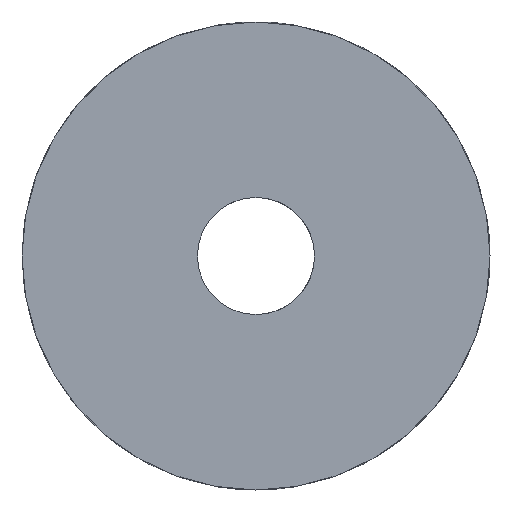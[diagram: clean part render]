
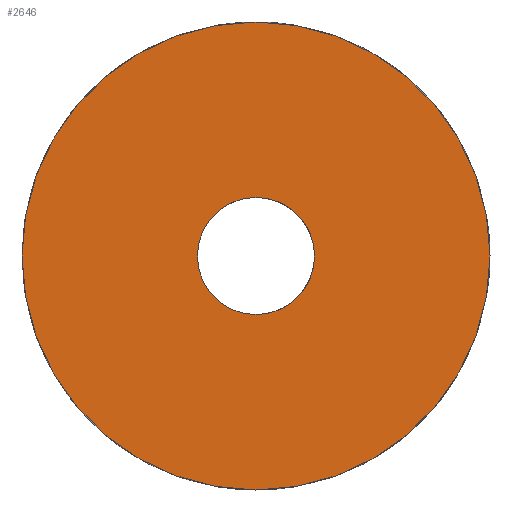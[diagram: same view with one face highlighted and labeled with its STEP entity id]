
A CAD part, front view. The second image highlights one B-rep face of the part: STEP entity #2646.
In plain terms, the highlighted planar face has unit normal (0, -1, 0).
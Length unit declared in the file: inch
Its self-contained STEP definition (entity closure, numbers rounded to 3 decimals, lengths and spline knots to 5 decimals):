
#34 = AXIS2_PLACEMENT_3D ( 'NONE', #482, #1831, #260 ) ;
#58 = CARTESIAN_POINT ( 'NONE',  ( 0., 0., 0. ) ) ;
#63 = CARTESIAN_POINT ( 'NONE',  ( 0., 0., 0.5 ) ) ;
#124 = CARTESIAN_POINT ( 'NONE',  ( 0., 0., -0.125 ) ) ;
#228 = CIRCLE ( 'NONE', #2154, 0.125 ) ;
#260 = DIRECTION ( 'NONE',  ( 0., 0., -1. ) ) ;
#261 = FACE_BOUND ( 'NONE', #2107, .T. ) ;
#296 = DIRECTION ( 'NONE',  ( 0., 0., 1. ) ) ;
#475 = DIRECTION ( 'NONE',  ( 0., 0., 1. ) ) ;
#482 = CARTESIAN_POINT ( 'NONE',  ( 0., 0., 0. ) ) ;
#548 = EDGE_CURVE ( 'NONE', #2411, #2580, #2015, .T. ) ;
#745 = CARTESIAN_POINT ( 'NONE',  ( 0., 0., 0. ) ) ;
#787 = CARTESIAN_POINT ( 'NONE',  ( 0., 0., 0. ) ) ;
#884 = CIRCLE ( 'NONE', #2331, 0.5 ) ;
#920 = FACE_OUTER_BOUND ( 'NONE', #2011, .T. ) ;
#951 = CIRCLE ( 'NONE', #2637, 0.5 ) ;
#965 = DIRECTION ( 'NONE',  ( 0., 0., -1. ) ) ;
#981 = ORIENTED_EDGE ( 'NONE', *, *, #1738, .F. ) ;
#1007 = DIRECTION ( 'NONE',  ( 0., 0., 1. ) ) ;
#1096 = ORIENTED_EDGE ( 'NONE', *, *, #1643, .F. ) ;
#1127 = ORIENTED_EDGE ( 'NONE', *, *, #548, .F. ) ;
#1590 = PLANE ( 'NONE',  #2939 ) ;
#1643 = EDGE_CURVE ( 'NONE', #2906, #1858, #951, .T. ) ;
#1645 = DIRECTION ( 'NONE',  ( 0., 1., 0. ) ) ;
#1717 = CARTESIAN_POINT ( 'NONE',  ( 0., 0., -0.5 ) ) ;
#1738 = EDGE_CURVE ( 'NONE', #1858, #2906, #884, .T. ) ;
#1821 = DIRECTION ( 'NONE',  ( 0., 1., 0. ) ) ;
#1831 = DIRECTION ( 'NONE',  ( 0., -1., 0. ) ) ;
#1858 = VERTEX_POINT ( 'NONE', #1717 ) ;
#2011 = EDGE_LOOP ( 'NONE', ( #981, #1096 ) ) ;
#2015 = CIRCLE ( 'NONE', #34, 0.125 ) ;
#2107 = EDGE_LOOP ( 'NONE', ( #2465, #1127 ) ) ;
#2154 = AXIS2_PLACEMENT_3D ( 'NONE', #745, #2308, #965 ) ;
#2244 = CARTESIAN_POINT ( 'NONE',  ( 0., 0., 0. ) ) ;
#2308 = DIRECTION ( 'NONE',  ( 0., -1., 0. ) ) ;
#2331 = AXIS2_PLACEMENT_3D ( 'NONE', #787, #2352, #1007 ) ;
#2352 = DIRECTION ( 'NONE',  ( 0., 1., 0. ) ) ;
#2397 = CARTESIAN_POINT ( 'NONE',  ( 0., 0., 0.125 ) ) ;
#2411 = VERTEX_POINT ( 'NONE', #2397 ) ;
#2465 = ORIENTED_EDGE ( 'NONE', *, *, #2923, .F. ) ;
#2580 = VERTEX_POINT ( 'NONE', #124 ) ;
#2637 = AXIS2_PLACEMENT_3D ( 'NONE', #58, #1645, #296 ) ;
#2646 = ADVANCED_FACE ( 'NONE', ( #261, #920 ), #1590, .F. ) ;
#2906 = VERTEX_POINT ( 'NONE', #63 ) ;
#2923 = EDGE_CURVE ( 'NONE', #2580, #2411, #228, .T. ) ;
#2939 = AXIS2_PLACEMENT_3D ( 'NONE', #2244, #1821, #475 ) ;
